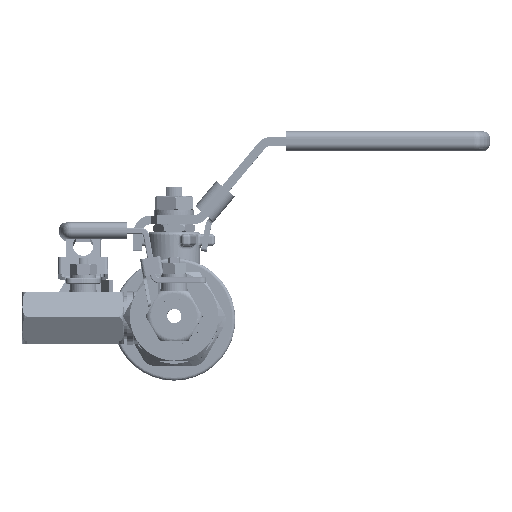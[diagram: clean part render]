
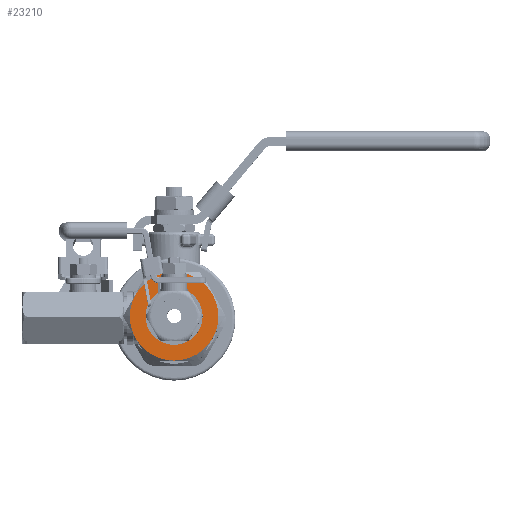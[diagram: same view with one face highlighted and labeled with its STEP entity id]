
A CAD part, top view. The second image highlights one B-rep face of the part: STEP entity #23210.
In plain terms, the highlighted planar face has unit normal (0, 0, 1).
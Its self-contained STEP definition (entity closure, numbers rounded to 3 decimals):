
#271 = ORIENTED_EDGE ( 'NONE', *, *, #33591, .F. ) ;
#419 = AXIS2_PLACEMENT_3D ( 'NONE', #14736, #42594, #36650 ) ;
#1020 = EDGE_CURVE ( 'NONE', #49051, #45518, #35534, .T. ) ;
#1173 = AXIS2_PLACEMENT_3D ( 'NONE', #42915, #54074, #61072 ) ;
#1772 = DIRECTION ( 'NONE',  ( 0., 0., 1. ) ) ;
#2297 = EDGE_CURVE ( 'NONE', #37207, #18652, #2639, .T. ) ;
#2639 = CIRCLE ( 'NONE', #9780, 15.2 ) ;
#2674 = DIRECTION ( 'NONE',  ( 1., 0., 0. ) ) ;
#3717 = ORIENTED_EDGE ( 'NONE', *, *, #56552, .T. ) ;
#5704 = ORIENTED_EDGE ( 'NONE', *, *, #1020, .T. ) ;
#6610 = CARTESIAN_POINT ( 'NONE',  ( 0., 0., 23.5 ) ) ;
#8242 = EDGE_CURVE ( 'NONE', #18652, #49051, #16543, .T. ) ;
#8291 = CARTESIAN_POINT ( 'NONE',  ( -9.8, 0., 23.5 ) ) ;
#8619 = DIRECTION ( 'NONE',  ( 0., 0., 1. ) ) ;
#9061 = EDGE_CURVE ( 'NONE', #27563, #36511, #49818, .T. ) ;
#9441 = DIRECTION ( 'NONE',  ( 1., 0., 0. ) ) ;
#9748 = CARTESIAN_POINT ( 'NONE',  ( 0., 0., 23.5 ) ) ;
#9780 = AXIS2_PLACEMENT_3D ( 'NONE', #21824, #44490, #50427 ) ;
#12993 = AXIS2_PLACEMENT_3D ( 'NONE', #72926, #66610, #9441 ) ;
#13921 = DIRECTION ( 'NONE',  ( 0., 0., 1. ) ) ;
#14736 = CARTESIAN_POINT ( 'NONE',  ( 0., 0., 23.5 ) ) ;
#16543 = CIRCLE ( 'NONE', #53289, 15.2 ) ;
#16570 = CARTESIAN_POINT ( 'NONE',  ( 0., -15.2, 23.5 ) ) ;
#17919 = ORIENTED_EDGE ( 'NONE', *, *, #2297, .T. ) ;
#18142 = FACE_OUTER_BOUND ( 'NONE', #52838, .T. ) ;
#18652 = VERTEX_POINT ( 'NONE', #61429 ) ;
#19506 = DIRECTION ( 'NONE',  ( 1., 0., 0. ) ) ;
#19796 = DIRECTION ( 'NONE',  ( 0., 0., 1. ) ) ;
#21824 = CARTESIAN_POINT ( 'NONE',  ( 0., 0., 23.5 ) ) ;
#22428 = CIRCLE ( 'NONE', #72288, 15.2 ) ;
#23210 = ADVANCED_FACE ( 'NONE', ( #35592, #18142 ), #57480, .T. ) ;
#23506 = EDGE_LOOP ( 'NONE', ( #36665, #271 ) ) ;
#25372 = CARTESIAN_POINT ( 'NONE',  ( 0., 0., 23.5 ) ) ;
#26120 = DIRECTION ( 'NONE',  ( 0., 0., 1. ) ) ;
#27563 = VERTEX_POINT ( 'NONE', #8291 ) ;
#29126 = CIRCLE ( 'NONE', #30289, 15.2 ) ;
#30289 = AXIS2_PLACEMENT_3D ( 'NONE', #49519, #72501, #60984 ) ;
#30446 = EDGE_CURVE ( 'NONE', #45518, #70894, #22428, .T. ) ;
#30880 = EDGE_CURVE ( 'NONE', #37207, #56849, #29126, .T. ) ;
#33591 = EDGE_CURVE ( 'NONE', #36511, #27563, #58046, .T. ) ;
#34542 = ORIENTED_EDGE ( 'NONE', *, *, #30446, .T. ) ;
#35534 = CIRCLE ( 'NONE', #12993, 15.2 ) ;
#35592 = FACE_BOUND ( 'NONE', #23506, .T. ) ;
#36511 = VERTEX_POINT ( 'NONE', #59332 ) ;
#36650 = DIRECTION ( 'NONE',  ( 1., 0., 0. ) ) ;
#36665 = ORIENTED_EDGE ( 'NONE', *, *, #9061, .F. ) ;
#37207 = VERTEX_POINT ( 'NONE', #69564 ) ;
#38927 = CARTESIAN_POINT ( 'NONE',  ( 13.164, -7.6, 23.5 ) ) ;
#40318 = ORIENTED_EDGE ( 'NONE', *, *, #8242, .T. ) ;
#40452 = DIRECTION ( 'NONE',  ( 1., 0., 0. ) ) ;
#40900 = AXIS2_PLACEMENT_3D ( 'NONE', #9748, #19796, #48400 ) ;
#42594 = DIRECTION ( 'NONE',  ( 0., 0., 1. ) ) ;
#42672 = EDGE_CURVE ( 'NONE', #70269, #56849, #63378, .T. ) ;
#42915 = CARTESIAN_POINT ( 'NONE',  ( 0., 0., 23.5 ) ) ;
#43173 = DIRECTION ( 'NONE',  ( 1., 0., 0. ) ) ;
#44490 = DIRECTION ( 'NONE',  ( 0., 0., 1. ) ) ;
#45518 = VERTEX_POINT ( 'NONE', #16570 ) ;
#48082 = CARTESIAN_POINT ( 'NONE',  ( 0., 15.2, 23.5 ) ) ;
#48400 = DIRECTION ( 'NONE',  ( 1., 0., 0. ) ) ;
#48980 = CARTESIAN_POINT ( 'NONE',  ( 13.164, 7.6, 23.5 ) ) ;
#49051 = VERTEX_POINT ( 'NONE', #64835 ) ;
#49519 = CARTESIAN_POINT ( 'NONE',  ( 0., 0., 23.5 ) ) ;
#49818 = CIRCLE ( 'NONE', #60546, 9.8 ) ;
#50427 = DIRECTION ( 'NONE',  ( 1., 0., 0. ) ) ;
#52838 = EDGE_LOOP ( 'NONE', ( #3717, #58488, #68675, #17919, #40318, #5704, #34542 ) ) ;
#53289 = AXIS2_PLACEMENT_3D ( 'NONE', #72486, #26120, #43173 ) ;
#54074 = DIRECTION ( 'NONE',  ( 0., 0., 1. ) ) ;
#56552 = EDGE_CURVE ( 'NONE', #70894, #70269, #62071, .T. ) ;
#56849 = VERTEX_POINT ( 'NONE', #48082 ) ;
#57480 = PLANE ( 'NONE',  #72969 ) ;
#58046 = CIRCLE ( 'NONE', #1173, 9.8 ) ;
#58488 = ORIENTED_EDGE ( 'NONE', *, *, #42672, .T. ) ;
#59332 = CARTESIAN_POINT ( 'NONE',  ( 9.8, 0., 23.5 ) ) ;
#60546 = AXIS2_PLACEMENT_3D ( 'NONE', #25372, #8619, #2674 ) ;
#60984 = DIRECTION ( 'NONE',  ( -1., 0., 0. ) ) ;
#61072 = DIRECTION ( 'NONE',  ( 1., 0., 0. ) ) ;
#61429 = CARTESIAN_POINT ( 'NONE',  ( -15.2, 0., 23.5 ) ) ;
#62071 = CIRCLE ( 'NONE', #419, 15.2 ) ;
#63378 = CIRCLE ( 'NONE', #40900, 15.2 ) ;
#64835 = CARTESIAN_POINT ( 'NONE',  ( -13.164, -7.6, 23.5 ) ) ;
#65909 = CARTESIAN_POINT ( 'NONE',  ( 0., 0., 23.5 ) ) ;
#66610 = DIRECTION ( 'NONE',  ( 0., 0., 1. ) ) ;
#68675 = ORIENTED_EDGE ( 'NONE', *, *, #30880, .F. ) ;
#69564 = CARTESIAN_POINT ( 'NONE',  ( -13.164, 7.6, 23.5 ) ) ;
#70269 = VERTEX_POINT ( 'NONE', #48980 ) ;
#70894 = VERTEX_POINT ( 'NONE', #38927 ) ;
#72288 = AXIS2_PLACEMENT_3D ( 'NONE', #65909, #13921, #19506 ) ;
#72486 = CARTESIAN_POINT ( 'NONE',  ( 0., 0., 23.5 ) ) ;
#72501 = DIRECTION ( 'NONE',  ( 0., 0., -1. ) ) ;
#72926 = CARTESIAN_POINT ( 'NONE',  ( 0., 0., 23.5 ) ) ;
#72969 = AXIS2_PLACEMENT_3D ( 'NONE', #6610, #1772, #40452 ) ;
